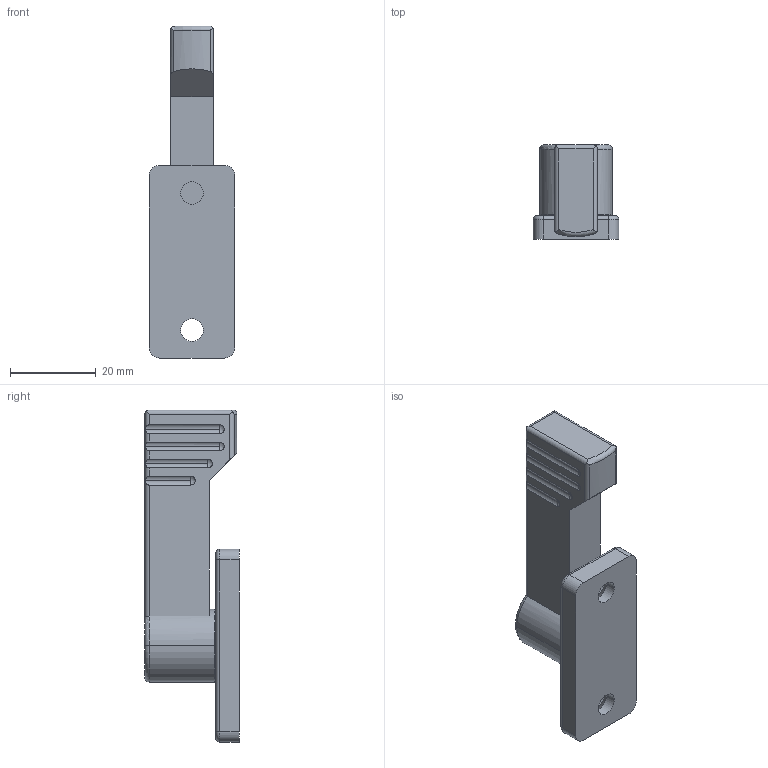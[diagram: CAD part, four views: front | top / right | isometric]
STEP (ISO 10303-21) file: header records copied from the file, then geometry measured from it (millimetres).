
FILE_DESCRIPTION(('STEP AP214'),'1');
FILE_NAME('HALDERN_EH_24101_0204.stp','2020-04-22T11:24:25',('TraceParts'),('TraceParts S.A.'),'Spatial InterOp 3D',' ',' ');
FILE_SCHEMA(('AUTOMOTIVE_DESIGN { 1 0 10303 214 1 1 1 1 }'));
Length unit declared in the file: millimetre
Products named in the file (1): HALDERN_EH_24101_0204_1
Bounding box: 20 x 22 x 77.5 mm (x, y, z)
Volume: 15931.3 mm3; surface area: 6703.3 mm2
Topology: 2 solids, 2 shells, 93 faces, 229 edges, 146 vertices
Faces by surface type: cylinder 54, plane 19, torus 8, sphere 8, cone 4
Entity records: 3841 total; most frequent: CARTESIAN_POINT 796, DIRECTION 505, ORIENTED_EDGE 458, EDGE_CURVE 229, AXIS2_PLACEMENT_3D 203, VERTEX_POINT 146, EDGE_LOOP 103, LINE 99
